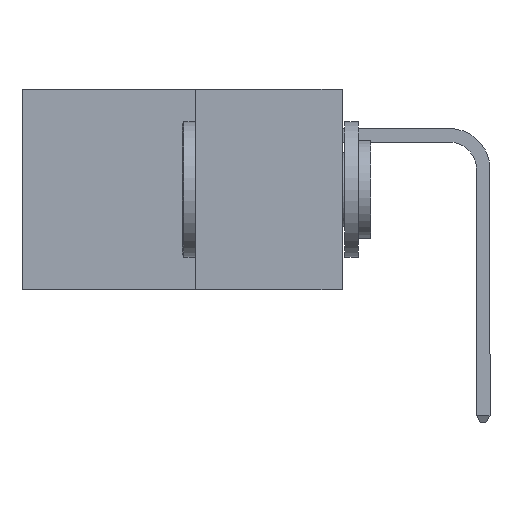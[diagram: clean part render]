
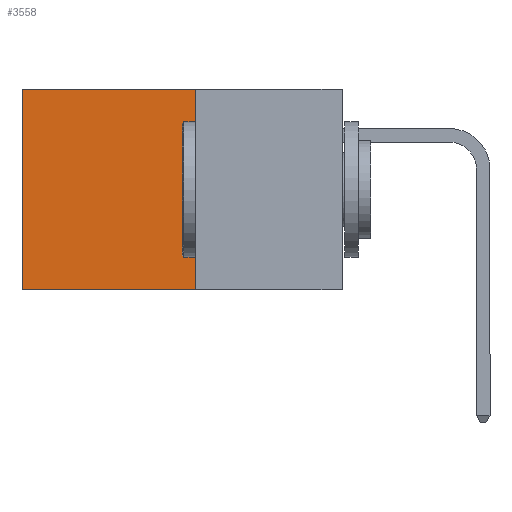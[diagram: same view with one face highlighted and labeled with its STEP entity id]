
A CAD part, left-side view. The second image highlights one B-rep face of the part: STEP entity #3558.
In plain terms, the highlighted planar face has unit normal (-1, 0, 0).
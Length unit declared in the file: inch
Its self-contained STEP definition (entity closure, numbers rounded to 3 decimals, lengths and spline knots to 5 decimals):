
#37 = ORIENTED_EDGE ( 'NONE', *, *, #10716, .F. ) ;
#448 = ORIENTED_EDGE ( 'NONE', *, *, #5117, .T. ) ;
#464 = ORIENTED_EDGE ( 'NONE', *, *, #3402, .F. ) ;
#664 = VECTOR ( 'NONE', #4081, 39.37008 ) ;
#1286 = LINE ( 'NONE', #6528, #5965 ) ;
#1488 = FACE_OUTER_BOUND ( 'NONE', #1831, .T. ) ;
#1831 = EDGE_LOOP ( 'NONE', ( #6165, #37, #464, #448 ) ) ;
#1842 = VECTOR ( 'NONE', #4365, 39.37008 ) ;
#2324 = CARTESIAN_POINT ( 'NONE',  ( 0.277, 0.59, 0. ) ) ;
#3075 = AXIS2_PLACEMENT_3D ( 'NONE', #7302, #8300, #8107 ) ;
#3305 = VERTEX_POINT ( 'NONE', #7028 ) ;
#3359 = VERTEX_POINT ( 'NONE', #2324 ) ;
#3402 = EDGE_CURVE ( 'NONE', #3305, #5217, #5732, .T. ) ;
#3558 = ADVANCED_FACE ( 'NONE', ( #1488 ), #7441, .F. ) ;
#3865 = CARTESIAN_POINT ( 'NONE',  ( 0.277, 0.27, -0.37 ) ) ;
#4081 = DIRECTION ( 'NONE',  ( 0., 0., -1. ) ) ;
#4365 = DIRECTION ( 'NONE',  ( 0., 0., -1. ) ) ;
#4425 = CARTESIAN_POINT ( 'NONE',  ( 0.277, 0.59, -0.37 ) ) ;
#4707 = VERTEX_POINT ( 'NONE', #5762 ) ;
#4882 = VECTOR ( 'NONE', #11561, 39.37008 ) ;
#5117 = EDGE_CURVE ( 'NONE', #3305, #3359, #9426, .T. ) ;
#5217 = VERTEX_POINT ( 'NONE', #11187 ) ;
#5732 = LINE ( 'NONE', #3865, #664 ) ;
#5762 = CARTESIAN_POINT ( 'NONE',  ( 0.277, 0.59, -0.37 ) ) ;
#5965 = VECTOR ( 'NONE', #7392, 39.37008 ) ;
#6165 = ORIENTED_EDGE ( 'NONE', *, *, #6841, .T. ) ;
#6528 = CARTESIAN_POINT ( 'NONE',  ( 0.277, 0.27, -0.37 ) ) ;
#6841 = EDGE_CURVE ( 'NONE', #3359, #4707, #8996, .T. ) ;
#7028 = CARTESIAN_POINT ( 'NONE',  ( 0.277, 0.27, 0. ) ) ;
#7302 = CARTESIAN_POINT ( 'NONE',  ( 0.277, 0.27, -0.37 ) ) ;
#7392 = DIRECTION ( 'NONE',  ( 0., 1., 0. ) ) ;
#7441 = PLANE ( 'NONE',  #3075 ) ;
#8107 = DIRECTION ( 'NONE',  ( 0., 0., -1. ) ) ;
#8300 = DIRECTION ( 'NONE',  ( 1., 0., 0. ) ) ;
#8996 = LINE ( 'NONE', #4425, #1842 ) ;
#9426 = LINE ( 'NONE', #11671, #4882 ) ;
#10716 = EDGE_CURVE ( 'NONE', #5217, #4707, #1286, .T. ) ;
#11187 = CARTESIAN_POINT ( 'NONE',  ( 0.277, 0.27, -0.37 ) ) ;
#11561 = DIRECTION ( 'NONE',  ( 0., 1., 0. ) ) ;
#11671 = CARTESIAN_POINT ( 'NONE',  ( 0.277, 0.27, 0. ) ) ;
